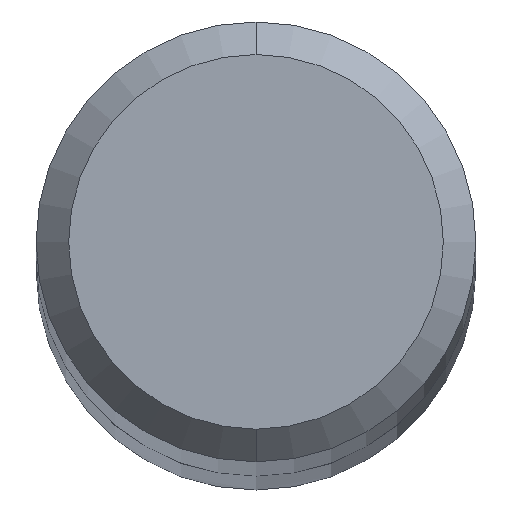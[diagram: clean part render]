
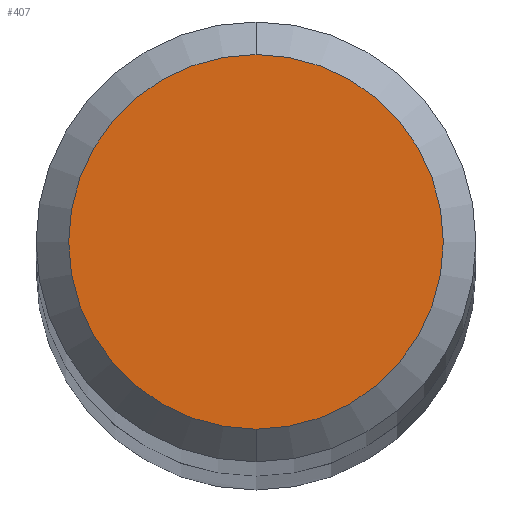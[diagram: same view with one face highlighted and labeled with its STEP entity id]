
A CAD part, top view. The second image highlights one B-rep face of the part: STEP entity #407.
In plain terms, the highlighted planar face has unit normal (0, 0, 1).
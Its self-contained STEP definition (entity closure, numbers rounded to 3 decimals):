
#339=VERTEX_POINT('',#639);
#371=EDGE_CURVE('',#411,#339,#674,.T.);
#385=EDGE_CURVE('',#339,#411,#689,.T.);
#407=ADVANCED_FACE('',(#714),#715,.T.);
#411=VERTEX_POINT('',#719);
#639=CARTESIAN_POINT('',(0.0,1.15,48.0));
#674=CIRCLE('',#1309,1.15);
#689=CIRCLE('',#1331,1.15);
#714=FACE_OUTER_BOUND('',#1363,.T.);
#715=PLANE('',#1364);
#719=CARTESIAN_POINT('',(0.,-1.15,48.0));
#1309=AXIS2_PLACEMENT_3D('',#1659,#1660,#1661);
#1331=AXIS2_PLACEMENT_3D('',#1677,#1678,#1679);
#1363=EDGE_LOOP('',(#1708,#1709));
#1364=AXIS2_PLACEMENT_3D('',#1710,#1711,#1712);
#1659=CARTESIAN_POINT('',(0.0,0.0,48.0));
#1660=DIRECTION('',(0.0,0.0,-1.0));
#1661=DIRECTION('',(0.0,1.0,0.0));
#1677=CARTESIAN_POINT('',(0.0,0.0,48.0));
#1678=DIRECTION('',(0.0,0.0,-1.0));
#1679=DIRECTION('',(0.0,1.0,0.0));
#1708=ORIENTED_EDGE('',*,*,#385,.F.);
#1709=ORIENTED_EDGE('',*,*,#371,.F.);
#1710=CARTESIAN_POINT('',(0.0,0.575,48.0));
#1711=DIRECTION('',(0.0,0.0,1.0));
#1712=DIRECTION('',(0.0,-1.0,0.0));
